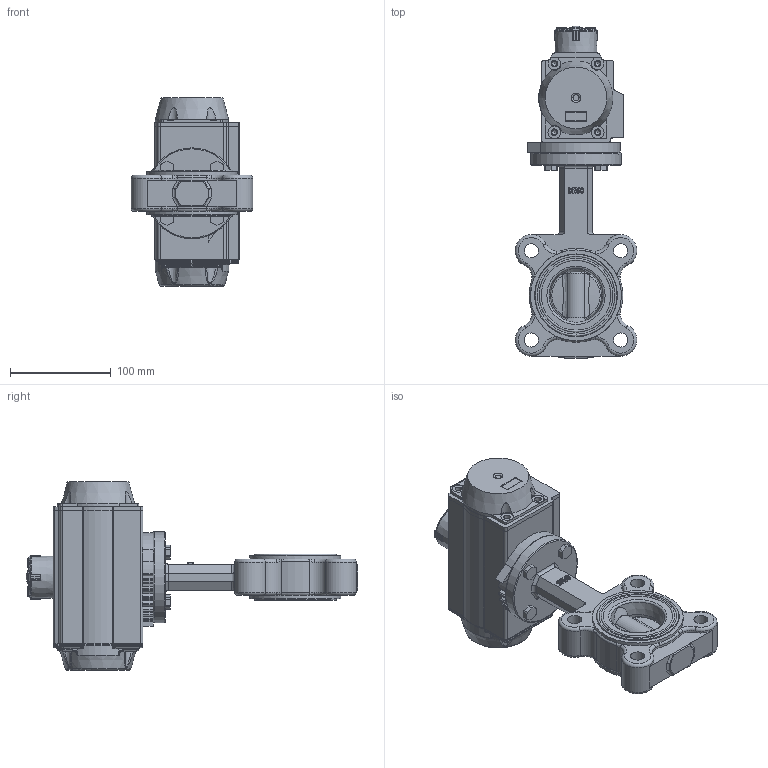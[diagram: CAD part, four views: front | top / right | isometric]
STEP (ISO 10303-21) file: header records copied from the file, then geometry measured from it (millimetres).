
FILE_DESCRIPTION(/* description */ ('Unknown'),/* implementation_level */ '2;1');
FILE_NAME(/* name */ 'PD03 5200_5210_5220-09',/* time_stamp */ '2025-04-03T08:34:20+02:00',/* author */ ('Unknown'),/* organization */ ('Unknown'),/* preprocessor_version */ 'ST-DEVELOPER v19.4',/* originating_system */ 'Solid Edge',/* authorisation */ 'Unknown');
FILE_SCHEMA (('AUTOMOTIVE_DESIGN {1 0 10303 214 3 1 1}'));
Products named in the file (20): PD03 5200_5210_5220-09; Raster DN40- DN150; LUG-DN50; DN50概极; seat; disc; shaft1; shaft2; bushing1; DIN933_M8x30; PD03_PE02; vt65-2016-06-25; Optische Anzeige; ______; ________(___________; cup head nib bolts with large head gb_GB_FASTENER_BOLT_CHNBW M6X25-N; ____65______ ______; VT65_____________MIR; zhou65; VTE65____
Assembly tree (27 placements, depth 4):
  PD03 5200_5210_5220-09
    Raster DN40- DN150
    LUG-DN50
      DN50概极
      seat
      disc
      shaft1
      shaft2
      bushing1  x2
    DIN933_M8x30  x4
    PD03_PE02
      vt65-2016-06-25
      Optische Anzeige
        ______
        ________(___________  x4
        cup head nib bolts with large head gb_GB_FASTENER_BOLT_CHNBW M6X25-N
      ____65______ ______  x2
      VT65_____________MIR
      zhou65
      VTE65____
Bounding box: 120.28 x 328.81 x 186.5 mm (x, y, z)
Volume: 1226443.5 mm3; surface area: 365303.5 mm2
Topology: 24 solids, 24 shells, 2702 faces, 6787 edges, 4231 vertices
Faces by surface type: cylinder 845, plane 839, bspline 512, torus 332, cone 141, sphere 33
Full cylindrical faces by diameter (mm): 3 x16, 3.3 x8, 4.134 x8, 4.66 x1, 4.917 x16, 5 x2, 6 x1, 6.2 x1, 6.5 x4, 6.647 x4, 6.8 x8, 8 x5, 10 x13, 11 x1, 11.4 x1, 11.445 x2, 12 x1, 12.5 x2, 12.6 x5, 12.75 x1, 12.83 x2, 12.9 x1, 13 x2, 14 x9, 15 x1, 16.2 x18, 17 x2, 17.45 x4, 17.53 x2, 20 x2
Entity records: 78825 total; most frequent: CARTESIAN_POINT 31820, ORIENTED_EDGE 9872, DIRECTION 8702, EDGE_CURVE 4936, AXIS2_PLACEMENT_3D 3430, VERTEX_POINT 3304, FACE_BOUND 2654, EDGE_LOOP 2631
